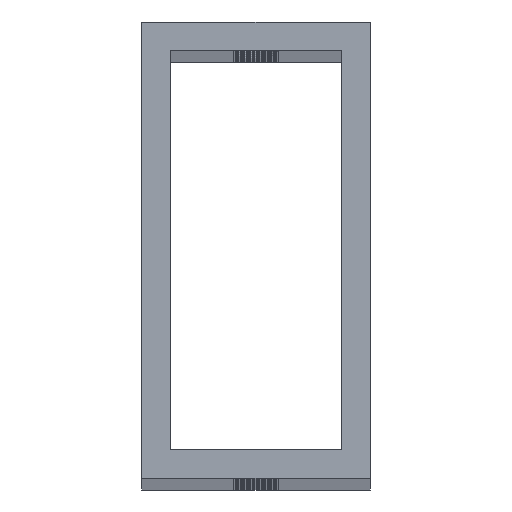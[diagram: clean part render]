
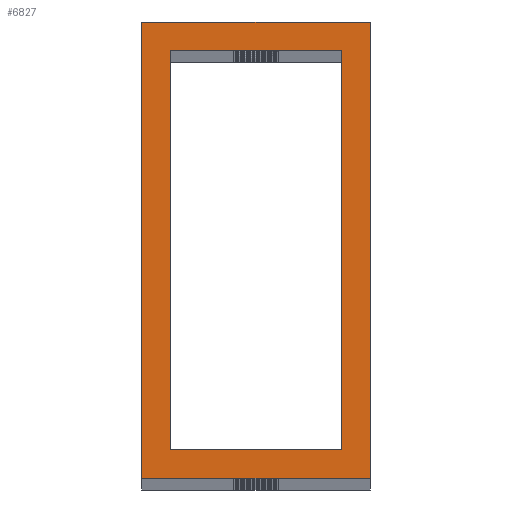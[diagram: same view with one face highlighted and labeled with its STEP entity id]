
A CAD part, top view. The second image highlights one B-rep face of the part: STEP entity #6827.
In plain terms, the highlighted planar face has unit normal (0, 0, 1).
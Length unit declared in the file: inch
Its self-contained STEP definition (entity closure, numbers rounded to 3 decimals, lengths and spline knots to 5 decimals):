
#9 = VERTEX_POINT ( 'NONE', #215 ) ;
#78 = DIRECTION ( 'NONE',  ( 1., 0., 0. ) ) ;
#195 = DIRECTION ( 'NONE',  ( 1., 0., 0. ) ) ;
#215 = CARTESIAN_POINT ( 'NONE',  ( -0.375, 0.875, 30. ) ) ;
#387 = ORIENTED_EDGE ( 'NONE', *, *, #3200, .F. ) ;
#458 = CARTESIAN_POINT ( 'NONE',  ( 0.5, -1., 30. ) ) ;
#522 = ORIENTED_EDGE ( 'NONE', *, *, #5157, .F. ) ;
#552 = DIRECTION ( 'NONE',  ( 0., 0., 1. ) ) ;
#572 = EDGE_CURVE ( 'NONE', #2853, #4185, #3151, .T. ) ;
#790 = EDGE_LOOP ( 'NONE', ( #2956, #522, #387, #3412 ) ) ;
#902 = CARTESIAN_POINT ( 'NONE',  ( -0.5, -1., 30. ) ) ;
#1238 = FACE_BOUND ( 'NONE', #790, .T. ) ;
#1309 = ORIENTED_EDGE ( 'NONE', *, *, #1512, .T. ) ;
#1512 = EDGE_CURVE ( 'NONE', #4185, #6970, #7038, .T. ) ;
#1587 = VECTOR ( 'NONE', #6365, 39.37008 ) ;
#1609 = CARTESIAN_POINT ( 'NONE',  ( 0.5, 0.875, 30. ) ) ;
#1645 = CARTESIAN_POINT ( 'NONE',  ( -0.375, -1., 30. ) ) ;
#1791 = VERTEX_POINT ( 'NONE', #3935 ) ;
#1815 = CARTESIAN_POINT ( 'NONE',  ( 0.5, -1., 30. ) ) ;
#1987 = VERTEX_POINT ( 'NONE', #4600 ) ;
#2134 = VERTEX_POINT ( 'NONE', #3776 ) ;
#2174 = DIRECTION ( 'NONE',  ( -1., 0., 0. ) ) ;
#2385 = VECTOR ( 'NONE', #3643, 39.37008 ) ;
#2443 = LINE ( 'NONE', #5430, #6289 ) ;
#2518 = VECTOR ( 'NONE', #78, 39.37008 ) ;
#2719 = DIRECTION ( 'NONE',  ( -1., 0., 0. ) ) ;
#2763 = DIRECTION ( 'NONE',  ( 0., 1., 0. ) ) ;
#2851 = DIRECTION ( 'NONE',  ( 1., 0., 0. ) ) ;
#2853 = VERTEX_POINT ( 'NONE', #3893 ) ;
#2956 = ORIENTED_EDGE ( 'NONE', *, *, #6425, .F. ) ;
#3151 = LINE ( 'NONE', #5347, #2385 ) ;
#3200 = EDGE_CURVE ( 'NONE', #5290, #9, #7285, .T. ) ;
#3256 = EDGE_CURVE ( 'NONE', #1791, #2853, #7354, .T. ) ;
#3386 = CARTESIAN_POINT ( 'NONE',  ( 0., 0., 30. ) ) ;
#3412 = ORIENTED_EDGE ( 'NONE', *, *, #5397, .F. ) ;
#3613 = DIRECTION ( 'NONE',  ( 0., 1., 0. ) ) ;
#3643 = DIRECTION ( 'NONE',  ( 0., -1., 0. ) ) ;
#3776 = CARTESIAN_POINT ( 'NONE',  ( 0.375, -0.875, 30. ) ) ;
#3893 = CARTESIAN_POINT ( 'NONE',  ( -0.5, 1., 30. ) ) ;
#3897 = AXIS2_PLACEMENT_3D ( 'NONE', #3386, #552, #2851 ) ;
#3935 = CARTESIAN_POINT ( 'NONE',  ( 0.5, 1., 30. ) ) ;
#4040 = ORIENTED_EDGE ( 'NONE', *, *, #572, .T. ) ;
#4068 = LINE ( 'NONE', #1645, #1587 ) ;
#4151 = CARTESIAN_POINT ( 'NONE',  ( 0.5, -1., 30. ) ) ;
#4185 = VERTEX_POINT ( 'NONE', #902 ) ;
#4600 = CARTESIAN_POINT ( 'NONE',  ( -0.375, -0.875, 30. ) ) ;
#4772 = CARTESIAN_POINT ( 'NONE',  ( 0.5, -0.875, 30. ) ) ;
#4848 = VECTOR ( 'NONE', #2719, 39.37008 ) ;
#5157 = EDGE_CURVE ( 'NONE', #9, #1987, #4068, .T. ) ;
#5290 = VERTEX_POINT ( 'NONE', #6454 ) ;
#5347 = CARTESIAN_POINT ( 'NONE',  ( -0.5, -1., 30. ) ) ;
#5397 = EDGE_CURVE ( 'NONE', #2134, #5290, #2443, .T. ) ;
#5430 = CARTESIAN_POINT ( 'NONE',  ( 0.375, -1., 30. ) ) ;
#5444 = VECTOR ( 'NONE', #2174, 39.37008 ) ;
#5731 = PLANE ( 'NONE',  #3897 ) ;
#5839 = ORIENTED_EDGE ( 'NONE', *, *, #3256, .T. ) ;
#6289 = VECTOR ( 'NONE', #3613, 39.37008 ) ;
#6315 = VECTOR ( 'NONE', #2763, 39.37008 ) ;
#6365 = DIRECTION ( 'NONE',  ( 0., -1., 0. ) ) ;
#6369 = EDGE_CURVE ( 'NONE', #6970, #1791, #7266, .T. ) ;
#6412 = FACE_OUTER_BOUND ( 'NONE', #6477, .T. ) ;
#6425 = EDGE_CURVE ( 'NONE', #1987, #2134, #7147, .T. ) ;
#6444 = VECTOR ( 'NONE', #195, 39.37008 ) ;
#6454 = CARTESIAN_POINT ( 'NONE',  ( 0.375, 0.875, 30. ) ) ;
#6477 = EDGE_LOOP ( 'NONE', ( #4040, #1309, #6558, #5839 ) ) ;
#6558 = ORIENTED_EDGE ( 'NONE', *, *, #6369, .T. ) ;
#6825 = CARTESIAN_POINT ( 'NONE',  ( 0.5, 1., 30. ) ) ;
#6827 = ADVANCED_FACE ( 'NONE', ( #6412, #1238 ), #5731, .T. ) ;
#6970 = VERTEX_POINT ( 'NONE', #4151 ) ;
#7038 = LINE ( 'NONE', #1815, #2518 ) ;
#7147 = LINE ( 'NONE', #4772, #6444 ) ;
#7266 = LINE ( 'NONE', #458, #6315 ) ;
#7285 = LINE ( 'NONE', #1609, #4848 ) ;
#7354 = LINE ( 'NONE', #6825, #5444 ) ;
